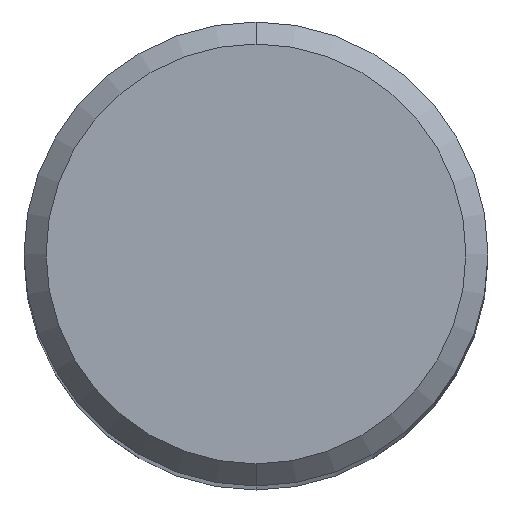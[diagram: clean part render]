
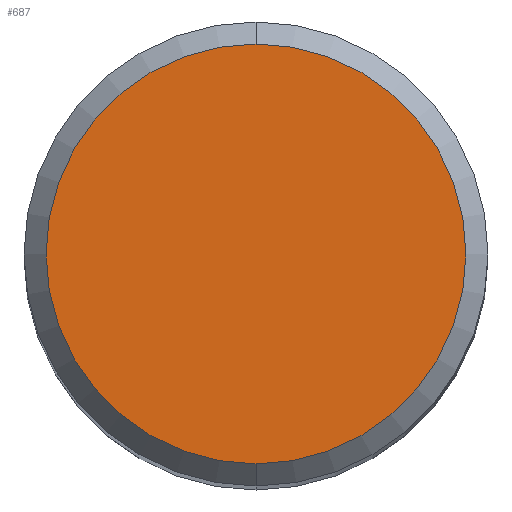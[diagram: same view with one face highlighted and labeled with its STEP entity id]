
A CAD part, top view. The second image highlights one B-rep face of the part: STEP entity #687.
In plain terms, the highlighted face is planar.
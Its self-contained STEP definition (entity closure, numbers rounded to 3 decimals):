
#326=CARTESIAN_POINT('',(0.,0.,0.));
#327=DIRECTION('',(0.,0.,1.));
#328=DIRECTION('',(0.,1.,0.));
#329=AXIS2_PLACEMENT_3D('',#326,#327,#328);
#334=CARTESIAN_POINT('',(0.,0.,0.));
#335=DIRECTION('',(0.,0.,-1.));
#336=DIRECTION('',(0.,1.,0.));
#337=AXIS2_PLACEMENT_3D('',#334,#335,#336);
#346=CARTESIAN_POINT('',(0.,9.05,0.));
#348=VERTEX_POINT('',#346);
#368=CARTESIAN_POINT('',(0.,-9.05,0.));
#370=VERTEX_POINT('',#368);
#678=CARTESIAN_POINT('',(0.,0.,0.));
#679=DIRECTION('',(0.,0.,-1.));
#680=DIRECTION('',(0.,-1.,0.));
#681=AXIS2_PLACEMENT_3D('',#678,#679,#680);
#682=PLANE('',#681);
#683=ORIENTED_EDGE('',*,*,#660,.T.);
#684=ORIENTED_EDGE('',*,*,#671,.F.);
#685=EDGE_LOOP('',(#683,#684));
#686=FACE_OUTER_BOUND('',#685,.F.);
#687=ADVANCED_FACE('',(#686),#682,.T.);
#330=CIRCLE('',#329,9.05);
#338=CIRCLE('',#337,9.05);
#660=EDGE_CURVE('',#348,#370,#330,.T.);
#671=EDGE_CURVE('',#348,#370,#338,.T.);
